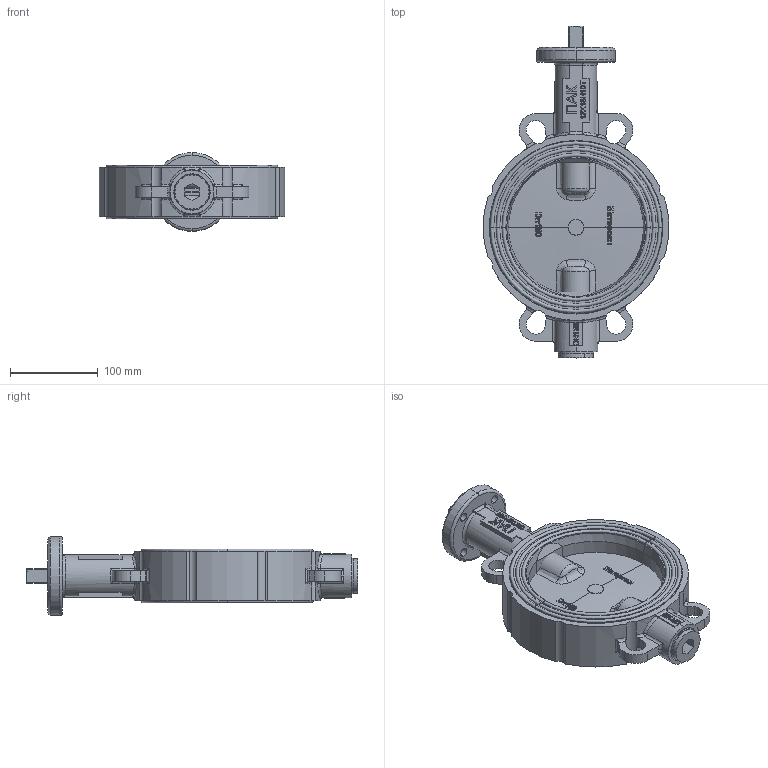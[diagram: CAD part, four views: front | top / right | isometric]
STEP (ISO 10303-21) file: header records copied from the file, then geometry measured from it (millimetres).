
FILE_DESCRIPTION (( 'STEP AP214' ), '1' );
FILE_NAME ('青蜮铕 滂耜钼 佬10 DN150 PN10-16.STEP', '2022-05-30T08:21:08', ( '' ), ( '' ), 'SwSTEP 2.0', 'SolidWorks 2017', '' );
FILE_SCHEMA (( 'AUTOMOTIVE_DESIGN' ));
Length unit declared in the file: millimetre
Products named in the file (1): 青蜮铕 滂耜钼 佬10 DN150 PN10-16
Bounding box: 212 x 378.5 x 90 mm (x, y, z)
Surface area: 225726.6 mm2 (no closed solid volume)
Topology: 0 solids, 10 shells, 957 faces, 3371 edges, 2322 vertices
Faces by surface type: plane 442, bspline 305, cylinder 110, torus 57, cone 35, sphere 8
Entity records: 65546 total; most frequent: CARTESIAN_POINT 29468, ORIENTED_EDGE 5592, DIRECTION 3955, EDGE_CURVE 3365, VERTEX_POINT 2322, VECTOR 1829, LINE 1829, B_SPLINE_CURVE_WITH_KNOTS 1110
